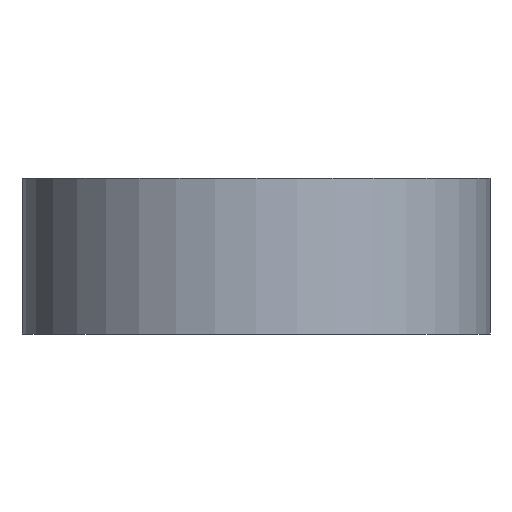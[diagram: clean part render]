
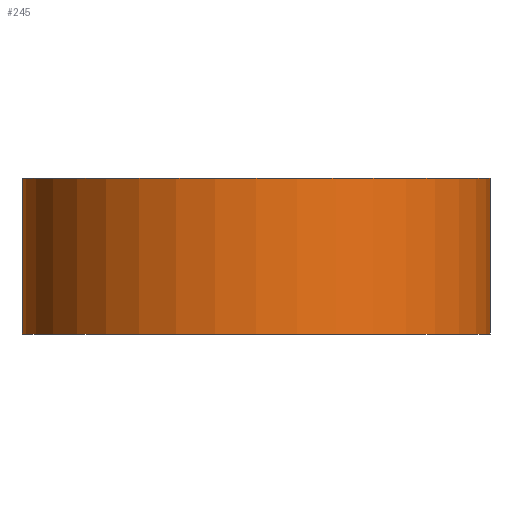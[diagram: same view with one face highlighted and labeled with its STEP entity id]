
A CAD part, front view. The second image highlights one B-rep face of the part: STEP entity #245.
In plain terms, the highlighted cylindrical face has radius 30 mm (diameter 60 mm), a partial arc.
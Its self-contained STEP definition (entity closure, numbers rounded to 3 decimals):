
#3 = LINE ( 'NONE', #190, #179 ) ;
#5 = CARTESIAN_POINT ( 'NONE',  ( -30., -254.489, 0. ) ) ;
#15 = LINE ( 'NONE', #230, #270 ) ;
#26 = DIRECTION ( 'NONE',  ( 1., 0., 0. ) ) ;
#38 = ORIENTED_EDGE ( 'NONE', *, *, #59, .T. ) ;
#59 = EDGE_CURVE ( 'NONE', #282, #303, #15, .T. ) ;
#80 = DIRECTION ( 'NONE',  ( 1., 0., 0. ) ) ;
#84 = ORIENTED_EDGE ( 'NONE', *, *, #143, .T. ) ;
#96 = EDGE_LOOP ( 'NONE', ( #84, #277, #114, #38 ) ) ;
#114 = ORIENTED_EDGE ( 'NONE', *, *, #157, .F. ) ;
#115 = CIRCLE ( 'NONE', #182, 30. ) ;
#121 = DIRECTION ( 'NONE',  ( -1., 0., 0. ) ) ;
#125 = CARTESIAN_POINT ( 'NONE',  ( -30., -254.489, 20. ) ) ;
#126 = DIRECTION ( 'NONE',  ( 0., 0., 1. ) ) ;
#140 = CIRCLE ( 'NONE', #237, 30. ) ;
#143 = EDGE_CURVE ( 'NONE', #303, #160, #115, .T. ) ;
#157 = EDGE_CURVE ( 'NONE', #282, #181, #140, .T. ) ;
#160 = VERTEX_POINT ( 'NONE', #354 ) ;
#173 = CARTESIAN_POINT ( 'NONE',  ( 0., -254.489, 20. ) ) ;
#178 = CARTESIAN_POINT ( 'NONE',  ( 30., -254.489, 20. ) ) ;
#179 = VECTOR ( 'NONE', #275, 1000. ) ;
#180 = FACE_OUTER_BOUND ( 'NONE', #96, .T. ) ;
#181 = VERTEX_POINT ( 'NONE', #178 ) ;
#182 = AXIS2_PLACEMENT_3D ( 'NONE', #297, #300, #80 ) ;
#190 = CARTESIAN_POINT ( 'NONE',  ( 30., -254.489, 20. ) ) ;
#194 = DIRECTION ( 'NONE',  ( 0., 0., -1. ) ) ;
#230 = CARTESIAN_POINT ( 'NONE',  ( -30., -254.489, 20. ) ) ;
#237 = AXIS2_PLACEMENT_3D ( 'NONE', #298, #126, #26 ) ;
#245 = ADVANCED_FACE ( 'NONE', ( #180 ), #296, .T. ) ;
#251 = AXIS2_PLACEMENT_3D ( 'NONE', #173, #327, #121 ) ;
#270 = VECTOR ( 'NONE', #194, 1000. ) ;
#275 = DIRECTION ( 'NONE',  ( 0., 0., -1. ) ) ;
#277 = ORIENTED_EDGE ( 'NONE', *, *, #346, .F. ) ;
#282 = VERTEX_POINT ( 'NONE', #125 ) ;
#296 = CYLINDRICAL_SURFACE ( 'NONE', #251, 30. ) ;
#297 = CARTESIAN_POINT ( 'NONE',  ( 0., -254.489, 0. ) ) ;
#298 = CARTESIAN_POINT ( 'NONE',  ( 0., -254.489, 20. ) ) ;
#300 = DIRECTION ( 'NONE',  ( 0., 0., 1. ) ) ;
#303 = VERTEX_POINT ( 'NONE', #5 ) ;
#327 = DIRECTION ( 'NONE',  ( 0., 0., -1. ) ) ;
#346 = EDGE_CURVE ( 'NONE', #181, #160, #3, .T. ) ;
#354 = CARTESIAN_POINT ( 'NONE',  ( 30., -254.489, 0. ) ) ;
